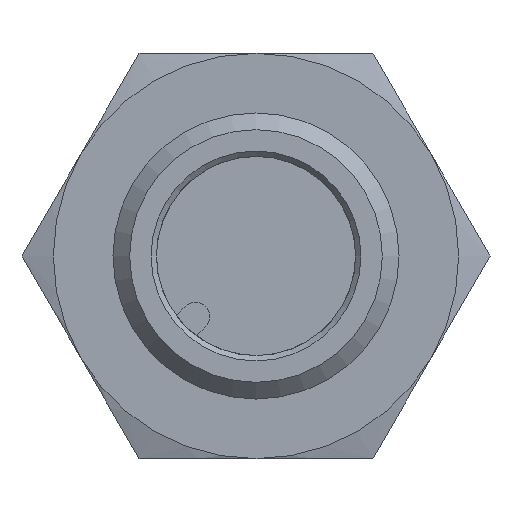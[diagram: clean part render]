
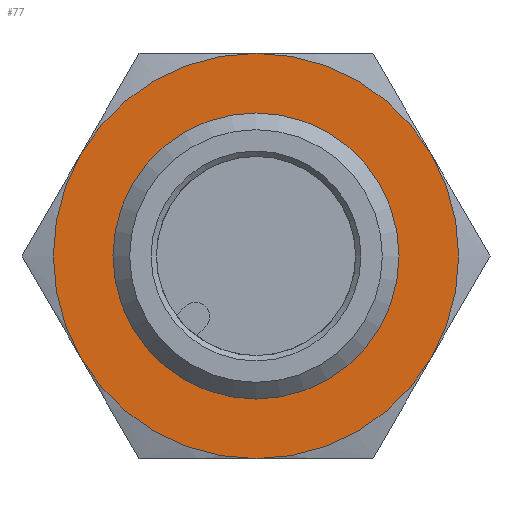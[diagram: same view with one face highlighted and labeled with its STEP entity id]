
A CAD part, left-side view. The second image highlights one B-rep face of the part: STEP entity #77.
In plain terms, the highlighted planar face has unit normal (-1, 0, 0).
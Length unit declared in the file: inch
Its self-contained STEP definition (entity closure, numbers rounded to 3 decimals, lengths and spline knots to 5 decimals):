
#77 = ADVANCED_FACE ( 'NONE', ( #2951, #1338 ), #1001, .T. ) ;
#115 = CIRCLE ( 'NONE', #925, 0.33465 ) ;
#124 = ORIENTED_EDGE ( 'NONE', *, *, #2059, .T. ) ;
#196 = AXIS2_PLACEMENT_3D ( 'NONE', #3284, #1708, #2141 ) ;
#216 = CARTESIAN_POINT ( 'NONE',  ( 1.12205, -0.28981, 0.16732 ) ) ;
#242 = CIRCLE ( 'NONE', #196, 0.23622 ) ;
#292 = EDGE_CURVE ( 'NONE', #832, #832, #242, .T. ) ;
#315 = ORIENTED_EDGE ( 'NONE', *, *, #2454, .T. ) ;
#321 = CARTESIAN_POINT ( 'NONE',  ( 1.12205, 0., 0. ) ) ;
#348 = ORIENTED_EDGE ( 'NONE', *, *, #3266, .T. ) ;
#412 = ORIENTED_EDGE ( 'NONE', *, *, #1968, .T. ) ;
#420 = CARTESIAN_POINT ( 'NONE',  ( 1.12205, 0., 0.33465 ) ) ;
#534 = AXIS2_PLACEMENT_3D ( 'NONE', #1651, #2196, #2210 ) ;
#763 = DIRECTION ( 'NONE',  ( -1., 0., 0. ) ) ;
#793 = VERTEX_POINT ( 'NONE', #216 ) ;
#800 = ORIENTED_EDGE ( 'NONE', *, *, #1298, .T. ) ;
#806 = AXIS2_PLACEMENT_3D ( 'NONE', #2822, #763, #2301 ) ;
#832 = VERTEX_POINT ( 'NONE', #3337 ) ;
#851 = CIRCLE ( 'NONE', #534, 0.33465 ) ;
#915 = VERTEX_POINT ( 'NONE', #2363 ) ;
#925 = AXIS2_PLACEMENT_3D ( 'NONE', #2464, #1124, #1384 ) ;
#1001 = PLANE ( 'NONE',  #806 ) ;
#1082 = EDGE_LOOP ( 'NONE', ( #412, #800, #348, #124, #1151, #315 ) ) ;
#1083 = DIRECTION ( 'NONE',  ( -1., 0., 0. ) ) ;
#1124 = DIRECTION ( 'NONE',  ( -1., 0., 0. ) ) ;
#1151 = ORIENTED_EDGE ( 'NONE', *, *, #3140, .T. ) ;
#1169 = CARTESIAN_POINT ( 'NONE',  ( 1.12205, 0., 0. ) ) ;
#1187 = DIRECTION ( 'NONE',  ( 0., 1., 0. ) ) ;
#1298 = EDGE_CURVE ( 'NONE', #1969, #2845, #851, .T. ) ;
#1338 = FACE_BOUND ( 'NONE', #2894, .T. ) ;
#1346 = DIRECTION ( 'NONE',  ( 0., 0., -1. ) ) ;
#1384 = DIRECTION ( 'NONE',  ( 0., 1., 0. ) ) ;
#1517 = DIRECTION ( 'NONE',  ( -1., 0., 0. ) ) ;
#1534 = CIRCLE ( 'NONE', #3197, 0.33465 ) ;
#1575 = CARTESIAN_POINT ( 'NONE',  ( 1.12205, 0.28981, 0.16732 ) ) ;
#1639 = VERTEX_POINT ( 'NONE', #2328 ) ;
#1651 = CARTESIAN_POINT ( 'NONE',  ( 1.12205, 0., 0. ) ) ;
#1708 = DIRECTION ( 'NONE',  ( 1., 0., 0. ) ) ;
#1859 = AXIS2_PLACEMENT_3D ( 'NONE', #3320, #1517, #2769 ) ;
#1948 = ORIENTED_EDGE ( 'NONE', *, *, #292, .T. ) ;
#1968 = EDGE_CURVE ( 'NONE', #793, #1969, #2195, .T. ) ;
#1969 = VERTEX_POINT ( 'NONE', #420 ) ;
#2059 = EDGE_CURVE ( 'NONE', #2060, #1639, #1534, .T. ) ;
#2060 = VERTEX_POINT ( 'NONE', #2741 ) ;
#2141 = DIRECTION ( 'NONE',  ( 0., 0., 1. ) ) ;
#2143 = AXIS2_PLACEMENT_3D ( 'NONE', #1169, #3301, #1187 ) ;
#2195 = CIRCLE ( 'NONE', #2143, 0.33465 ) ;
#2196 = DIRECTION ( 'NONE',  ( -1., 0., 0. ) ) ;
#2210 = DIRECTION ( 'NONE',  ( 0., 1., 0. ) ) ;
#2226 = DIRECTION ( 'NONE',  ( 0., 1., 0. ) ) ;
#2251 = CIRCLE ( 'NONE', #2651, 0.33465 ) ;
#2301 = DIRECTION ( 'NONE',  ( 0., 0., 1. ) ) ;
#2328 = CARTESIAN_POINT ( 'NONE',  ( 1.12205, 0., -0.33465 ) ) ;
#2363 = CARTESIAN_POINT ( 'NONE',  ( 1.12205, -0.28981, -0.16732 ) ) ;
#2454 = EDGE_CURVE ( 'NONE', #915, #793, #2251, .T. ) ;
#2464 = CARTESIAN_POINT ( 'NONE',  ( 1.12205, 0., 0. ) ) ;
#2514 = CARTESIAN_POINT ( 'NONE',  ( 1.12205, 0., 0. ) ) ;
#2651 = AXIS2_PLACEMENT_3D ( 'NONE', #321, #1083, #1346 ) ;
#2741 = CARTESIAN_POINT ( 'NONE',  ( 1.12205, 0.28981, -0.16732 ) ) ;
#2769 = DIRECTION ( 'NONE',  ( 0., 0., -1. ) ) ;
#2822 = CARTESIAN_POINT ( 'NONE',  ( 1.12205, 0.33465, 0. ) ) ;
#2845 = VERTEX_POINT ( 'NONE', #1575 ) ;
#2894 = EDGE_LOOP ( 'NONE', ( #1948 ) ) ;
#2951 = FACE_OUTER_BOUND ( 'NONE', #1082, .T. ) ;
#3117 = CIRCLE ( 'NONE', #1859, 0.33465 ) ;
#3140 = EDGE_CURVE ( 'NONE', #1639, #915, #115, .T. ) ;
#3197 = AXIS2_PLACEMENT_3D ( 'NONE', #2514, #3267, #2226 ) ;
#3266 = EDGE_CURVE ( 'NONE', #2845, #2060, #3117, .T. ) ;
#3267 = DIRECTION ( 'NONE',  ( -1., 0., 0. ) ) ;
#3284 = CARTESIAN_POINT ( 'NONE',  ( 1.12205, 0., 0. ) ) ;
#3301 = DIRECTION ( 'NONE',  ( -1., 0., 0. ) ) ;
#3320 = CARTESIAN_POINT ( 'NONE',  ( 1.12205, 0., 0. ) ) ;
#3337 = CARTESIAN_POINT ( 'NONE',  ( 1.12205, 0., 0.23622 ) ) ;
